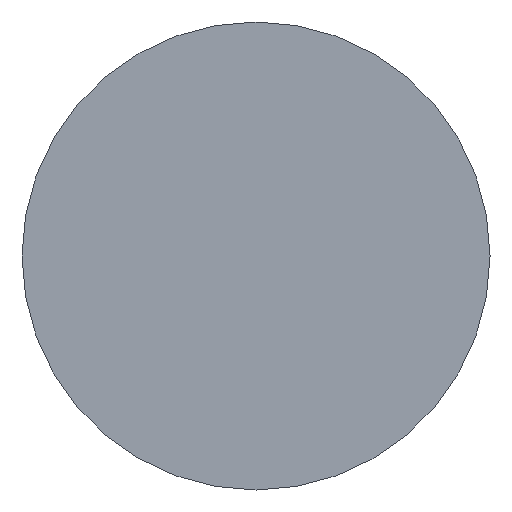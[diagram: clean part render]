
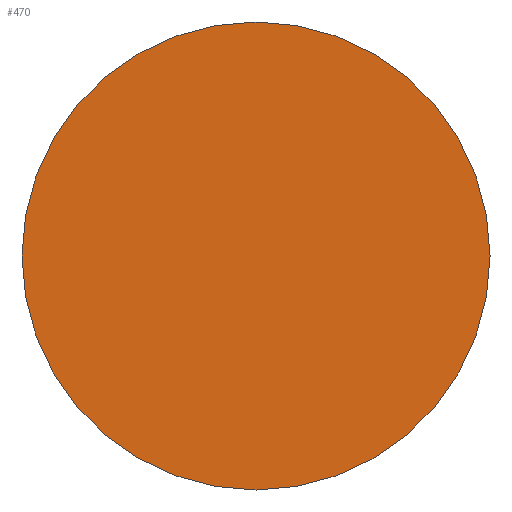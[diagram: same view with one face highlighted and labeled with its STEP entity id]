
A CAD part, front view. The second image highlights one B-rep face of the part: STEP entity #470.
In plain terms, the highlighted planar face has unit normal (0, -1, 0).
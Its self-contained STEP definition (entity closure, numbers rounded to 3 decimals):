
#5 = CARTESIAN_POINT ( 'NONE',  ( 0., -15., 65. ) ) ;
#61 = DIRECTION ( 'NONE',  ( 0., 0., 1. ) ) ;
#84 = FACE_OUTER_BOUND ( 'NONE', #386, .T. ) ;
#89 = DIRECTION ( 'NONE',  ( 0., 1., 0. ) ) ;
#92 = CARTESIAN_POINT ( 'NONE',  ( 0., -15., 0. ) ) ;
#101 = AXIS2_PLACEMENT_3D ( 'NONE', #222, #524, #269 ) ;
#117 = CIRCLE ( 'NONE', #490, 65. ) ;
#160 = CIRCLE ( 'NONE', #389, 65. ) ;
#182 = DIRECTION ( 'NONE',  ( 0., 1., 0. ) ) ;
#186 = PLANE ( 'NONE',  #101 ) ;
#222 = CARTESIAN_POINT ( 'NONE',  ( 0., -15., 0. ) ) ;
#269 = DIRECTION ( 'NONE',  ( 0., 0., 1. ) ) ;
#325 = CARTESIAN_POINT ( 'NONE',  ( 0., -15., -65. ) ) ;
#348 = VERTEX_POINT ( 'NONE', #5 ) ;
#380 = EDGE_CURVE ( 'NONE', #348, #488, #160, .T. ) ;
#386 = EDGE_LOOP ( 'NONE', ( #407, #414 ) ) ;
#389 = AXIS2_PLACEMENT_3D ( 'NONE', #92, #89, #61 ) ;
#407 = ORIENTED_EDGE ( 'NONE', *, *, #380, .F. ) ;
#414 = ORIENTED_EDGE ( 'NONE', *, *, #435, .F. ) ;
#435 = EDGE_CURVE ( 'NONE', #488, #348, #117, .T. ) ;
#441 = CARTESIAN_POINT ( 'NONE',  ( 0., -15., 0. ) ) ;
#470 = ADVANCED_FACE ( 'NONE', ( #84 ), #186, .F. ) ;
#480 = DIRECTION ( 'NONE',  ( 0., 0., 1. ) ) ;
#488 = VERTEX_POINT ( 'NONE', #325 ) ;
#490 = AXIS2_PLACEMENT_3D ( 'NONE', #441, #182, #480 ) ;
#524 = DIRECTION ( 'NONE',  ( 0., 1., 0. ) ) ;
